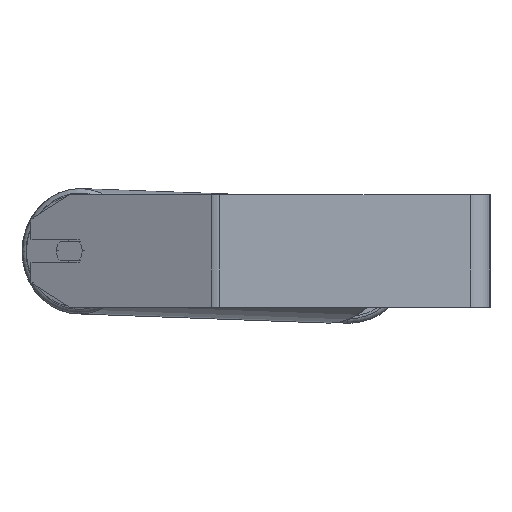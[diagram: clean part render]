
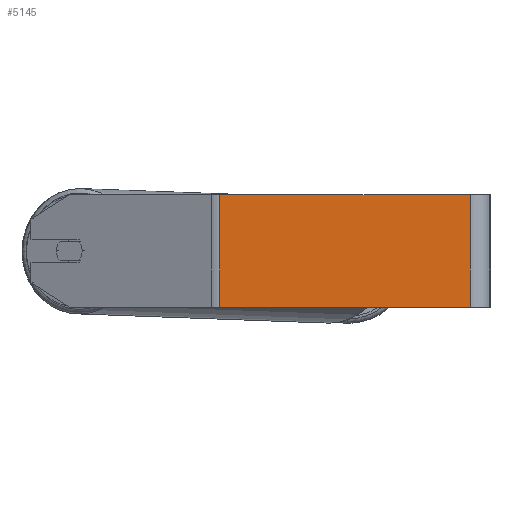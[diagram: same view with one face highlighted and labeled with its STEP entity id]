
A CAD part, left-side view. The second image highlights one B-rep face of the part: STEP entity #5145.
In plain terms, the highlighted planar face has unit normal (-1, 0, 0).
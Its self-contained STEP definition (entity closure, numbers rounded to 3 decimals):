
#40 = LINE ( 'NONE', #3972, #5185 ) ;
#179 = CARTESIAN_POINT ( 'NONE',  ( -700., 14., 40. ) ) ;
#195 = EDGE_LOOP ( 'NONE', ( #6077, #2839, #1229, #2781 ) ) ;
#1149 = EDGE_CURVE ( 'NONE', #6749, #8024, #6154, .T. ) ;
#1229 = ORIENTED_EDGE ( 'NONE', *, *, #1149, .F. ) ;
#1340 = EDGE_CURVE ( 'NONE', #6749, #3545, #8285, .T. ) ;
#1402 = LINE ( 'NONE', #6797, #3434 ) ;
#1937 = EDGE_CURVE ( 'NONE', #8024, #7872, #1402, .T. ) ;
#2411 = DIRECTION ( 'NONE',  ( 0., 0., -1. ) ) ;
#2781 = ORIENTED_EDGE ( 'NONE', *, *, #1340, .T. ) ;
#2839 = ORIENTED_EDGE ( 'NONE', *, *, #1937, .F. ) ;
#2989 = DIRECTION ( 'NONE',  ( 0., 0., -1. ) ) ;
#3119 = CARTESIAN_POINT ( 'NONE',  ( -700., 194.947, 40. ) ) ;
#3434 = VECTOR ( 'NONE', #2411, 1000. ) ;
#3545 = VERTEX_POINT ( 'NONE', #7724 ) ;
#3547 = CARTESIAN_POINT ( 'NONE',  ( -700., 194.947, 40. ) ) ;
#3972 = CARTESIAN_POINT ( 'NONE',  ( -700., 194.947, -40. ) ) ;
#4832 = VECTOR ( 'NONE', #7004, 1000. ) ;
#4972 = PLANE ( 'NONE',  #8417 ) ;
#5145 = ADVANCED_FACE ( 'NONE', ( #7196 ), #4972, .F. ) ;
#5185 = VECTOR ( 'NONE', #8719, 1000. ) ;
#5360 = DIRECTION ( 'NONE',  ( 0., -1., 0. ) ) ;
#5892 = CARTESIAN_POINT ( 'NONE',  ( -700., 191.843, 40. ) ) ;
#6077 = ORIENTED_EDGE ( 'NONE', *, *, #8326, .T. ) ;
#6154 = LINE ( 'NONE', #3547, #6964 ) ;
#6485 = DIRECTION ( 'NONE',  ( 1., 0., 0. ) ) ;
#6749 = VERTEX_POINT ( 'NONE', #5892 ) ;
#6797 = CARTESIAN_POINT ( 'NONE',  ( -700., 14., 40. ) ) ;
#6964 = VECTOR ( 'NONE', #5360, 1000. ) ;
#7004 = DIRECTION ( 'NONE',  ( 0., 0., -1. ) ) ;
#7196 = FACE_OUTER_BOUND ( 'NONE', #195, .T. ) ;
#7724 = CARTESIAN_POINT ( 'NONE',  ( -700., 191.843, -40. ) ) ;
#7872 = VERTEX_POINT ( 'NONE', #8014 ) ;
#8014 = CARTESIAN_POINT ( 'NONE',  ( -700., 14., -40. ) ) ;
#8024 = VERTEX_POINT ( 'NONE', #179 ) ;
#8285 = LINE ( 'NONE', #8371, #4832 ) ;
#8326 = EDGE_CURVE ( 'NONE', #3545, #7872, #40, .T. ) ;
#8371 = CARTESIAN_POINT ( 'NONE',  ( -700., 191.843, 40. ) ) ;
#8417 = AXIS2_PLACEMENT_3D ( 'NONE', #3119, #6485, #2989 ) ;
#8719 = DIRECTION ( 'NONE',  ( 0., -1., 0. ) ) ;
